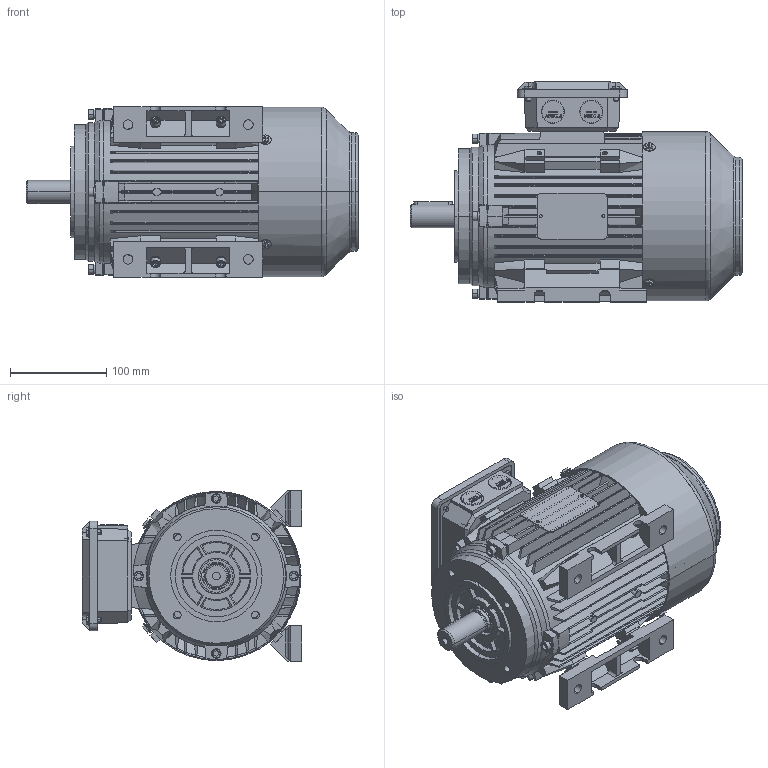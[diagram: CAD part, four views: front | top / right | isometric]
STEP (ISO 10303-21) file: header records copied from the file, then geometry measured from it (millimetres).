
FILE_DESCRIPTION (( 'STEP AP203' ), '1' );
FILE_NAME ('TC 90L B34 装配体.STEP', '2013-12-12T07:23:35', ( '微软用户' ), ( '微软中国' ), 'SwSTEP 2.0', 'SolidWorks 2008', '' );
FILE_SCHEMA (( 'CONFIG_CONTROL_DESIGN' ));
Products named in the file (21): TC 90 B3端盖_默认; 6205_默认; 油封25-37-7_默认; 风罩_默认; M6-20_默认; TC 80-90风叶_默认; TC 90 B14端盖_默认; TC 90L B34 蚾饜极; TC 90L机座 B5_默认; T90L-4定子铁心_默认; TC 90L 转子_默认; TC 90L转轴（波形垫在前）_默认; T90L-4无轴转子_默认; TC 90-100 接线盒座_默认; TC 90-100 接线盒盖_默认; TC 90L底脚_默认; 6_默认; M20螺塞_默认; 5_默认; M5-12_默认; TC 90平键_默认
Assembly tree (56 placements, depth 3):
  TC 90L B34 蚾饜极
    TC 90L底脚_默认  x2
    油封25-37-7_默认  x2
    M5-12_默认  x8
    6_默认  x12
    TC 90 B14端盖_默认
    M6-20_默认  x12
    5_默认  x4
    TC 90平键_默认
    TC 90 B3端盖_默认
    M20螺塞_默认  x2
    TC 80-90风叶_默认
    TC 90-100 接线盒座_默认
    TC 90-100 接线盒盖_默认
    风罩_默认
    TC 90L机座 B5_默认
    TC 90L 转子_默认
      6205_默认  x2
      T90L-4无轴转子_默认
      TC 90L转轴（波形垫在前）_默认
    T90L-4定子铁心_默认
Bounding box: 345 x 228.41 x 177.33 mm (x, y, z)
Volume: 2867110.5 mm3; surface area: 1034575.5 mm2
Topology: 59 solids, 60 shells, 3593 faces, 9624 edges, 6279 vertices
Faces by surface type: plane 1849, cylinder 1187, cone 246, torus 175, bspline 136
Entity records: 101505 total; most frequent: CARTESIAN_POINT 26271, ORIENTED_EDGE 15466, DIRECTION 14662, EDGE_CURVE 7733, AXIS2_PLACEMENT_3D 5150, VERTEX_POINT 5081, VECTOR 4362, LINE 4362
